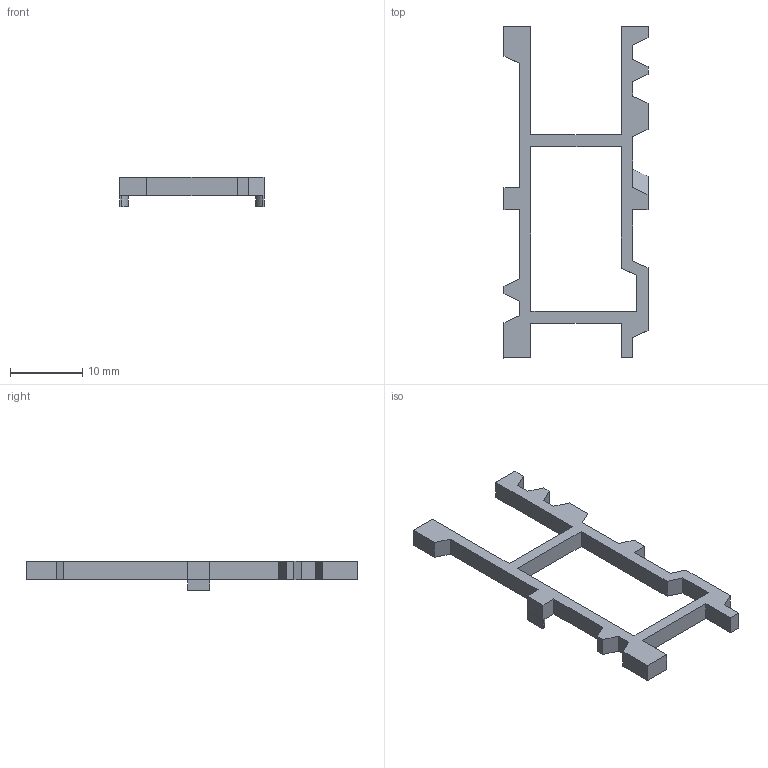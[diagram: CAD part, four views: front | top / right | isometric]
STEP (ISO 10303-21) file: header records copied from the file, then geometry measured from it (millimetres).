
FILE_DESCRIPTION(/* description */ (''),/* implementation_level */ '2;1');
FILE_NAME(/* name */ 'longanAdapter10',/* time_stamp */ '2022-08-09T17:30:32+02:00',/* author */ (''),/* organization */ (''),/* preprocessor_version */ 'ST-DEVELOPER v10',/* originating_system */ '',/* authorisation */ '');
FILE_SCHEMA (('CONFIG_CONTROL_DESIGN'));
Length unit declared in the file: millimetre
Products named in the file (1): 1
Bounding box: 20 x 46.1 x 4.04 mm (x, y, z)
Volume: 661.8 mm3; surface area: 1217.7 mm2
Topology: 1 solids, 1 shells, 60 faces, 167 edges, 109 vertices
Faces by surface type: bspline 44, plane 16
Entity records: 2136 total; most frequent: CARTESIAN_POINT 997, ORIENTED_EDGE 334, EDGE_CURVE 167, B_SPLINE_CURVE_WITH_KNOTS 163, VERTEX_POINT 109, EDGE_LOOP 62, ADVANCED_FACE 60, FACE_OUTER_BOUND 60
